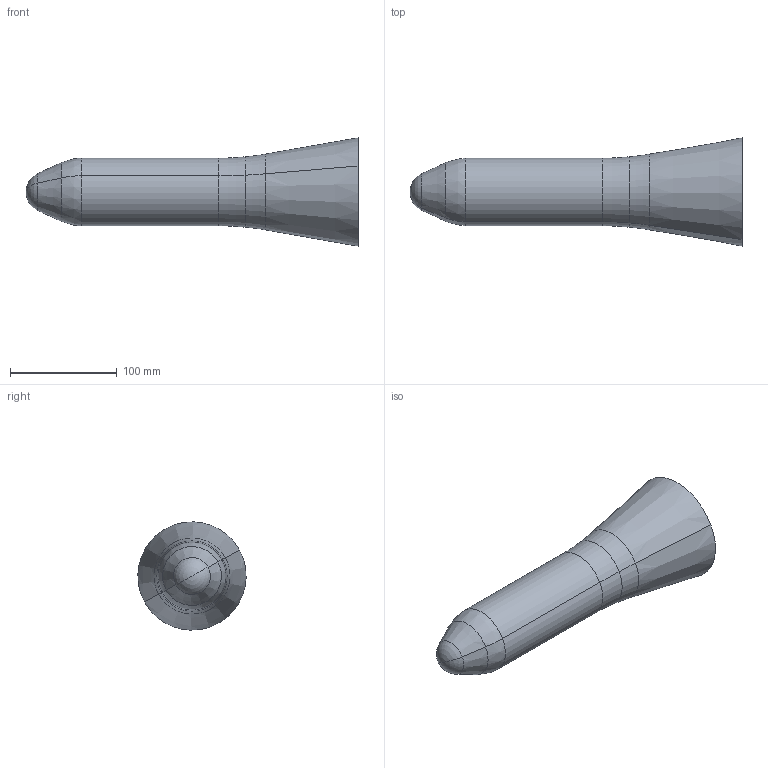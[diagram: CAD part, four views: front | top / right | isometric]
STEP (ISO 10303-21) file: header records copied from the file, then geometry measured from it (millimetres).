
FILE_DESCRIPTION(('CATIA V5 STEP Exchange'),'2;1');
FILE_NAME('HB.stp','2018-11-27T12:38:03+00:00',('none'),('none'),'CATIA Version 5 Release 21 GA (IN-10)','CATIA V5 STEP AP203','none');
FILE_SCHEMA(('CONFIG_CONTROL_DESIGN'));
Length unit declared in the file: millimetre
Products named in the file (1): Part1
Bounding box: 311.5 x 101.57 x 101.57 mm (x, y, z)
Volume: 1168164.4 mm3; surface area: 75333.5 mm2
Topology: 1 solids, 1 shells, 15 faces, 30 edges, 15 vertices
Faces by surface type: cone 4, torus 4, revolution 2, cylinder 2, sphere 2, plane 1
Entity records: 375 total; most frequent: CARTESIAN_POINT 70, ORIENTED_EDGE 56, DIRECTION 40, EDGE_CURVE 28, AXIS2_PLACEMENT_3D 27, CIRCLE 20, ADVANCED_FACE 15, EDGE_LOOP 15
